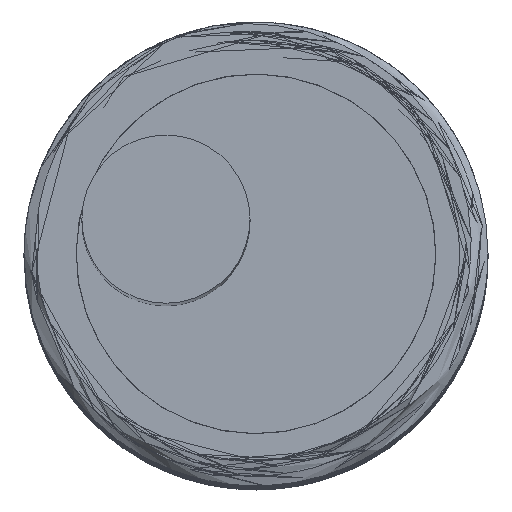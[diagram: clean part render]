
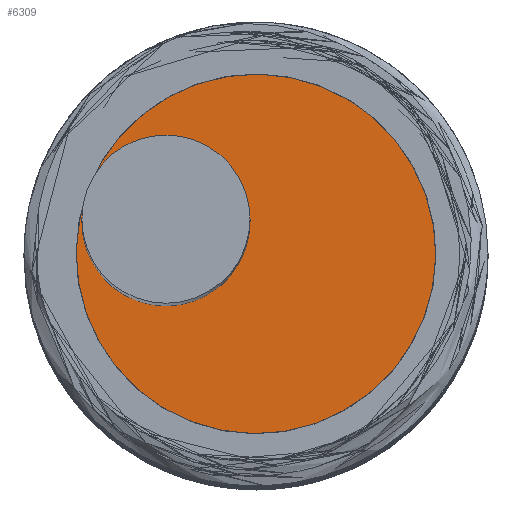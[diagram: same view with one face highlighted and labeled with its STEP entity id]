
A CAD part, top view. The second image highlights one B-rep face of the part: STEP entity #6309.
In plain terms, the highlighted planar face has unit normal (0, 0, 1).
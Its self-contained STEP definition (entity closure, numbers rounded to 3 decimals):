
#157 = CIRCLE ( 'NONE', #1999, 3.1 ) ;
#296 = FACE_OUTER_BOUND ( 'NONE', #8720, .T. ) ;
#662 = DIRECTION ( 'NONE',  ( 1., 0., 0. ) ) ;
#1371 = DIRECTION ( 'NONE',  ( 1., 0., 0. ) ) ;
#1515 = CARTESIAN_POINT ( 'NONE',  ( 3.1, 0., 0.2 ) ) ;
#1999 = AXIS2_PLACEMENT_3D ( 'NONE', #3284, #2759, #1371 ) ;
#2759 = DIRECTION ( 'NONE',  ( 0., 0., 1. ) ) ;
#3166 = AXIS2_PLACEMENT_3D ( 'NONE', #7576, #8322, #662 ) ;
#3284 = CARTESIAN_POINT ( 'NONE',  ( 0., 0., 0.2 ) ) ;
#4442 = CARTESIAN_POINT ( 'NONE',  ( -3.1, 0., 0.2 ) ) ;
#4714 = CIRCLE ( 'NONE', #3166, 3.1 ) ;
#4955 = DIRECTION ( 'NONE',  ( 1., 0., 0. ) ) ;
#4993 = ORIENTED_EDGE ( 'NONE', *, *, #8527, .T. ) ;
#5019 = AXIS2_PLACEMENT_3D ( 'NONE', #7559, #6215, #4955 ) ;
#5240 = VERTEX_POINT ( 'NONE', #4442 ) ;
#5580 = EDGE_CURVE ( 'NONE', #8237, #5240, #4714, .T. ) ;
#6215 = DIRECTION ( 'NONE',  ( 0., 0., 1. ) ) ;
#6309 = ADVANCED_FACE ( 'NONE', ( #296 ), #6885, .T. ) ;
#6345 = ORIENTED_EDGE ( 'NONE', *, *, #5580, .T. ) ;
#6885 = PLANE ( 'NONE',  #5019 ) ;
#7559 = CARTESIAN_POINT ( 'NONE',  ( 0., 0., 0.2 ) ) ;
#7576 = CARTESIAN_POINT ( 'NONE',  ( 0., 0., 0.2 ) ) ;
#8237 = VERTEX_POINT ( 'NONE', #1515 ) ;
#8322 = DIRECTION ( 'NONE',  ( 0., 0., 1. ) ) ;
#8527 = EDGE_CURVE ( 'NONE', #5240, #8237, #157, .T. ) ;
#8720 = EDGE_LOOP ( 'NONE', ( #4993, #6345 ) ) ;
